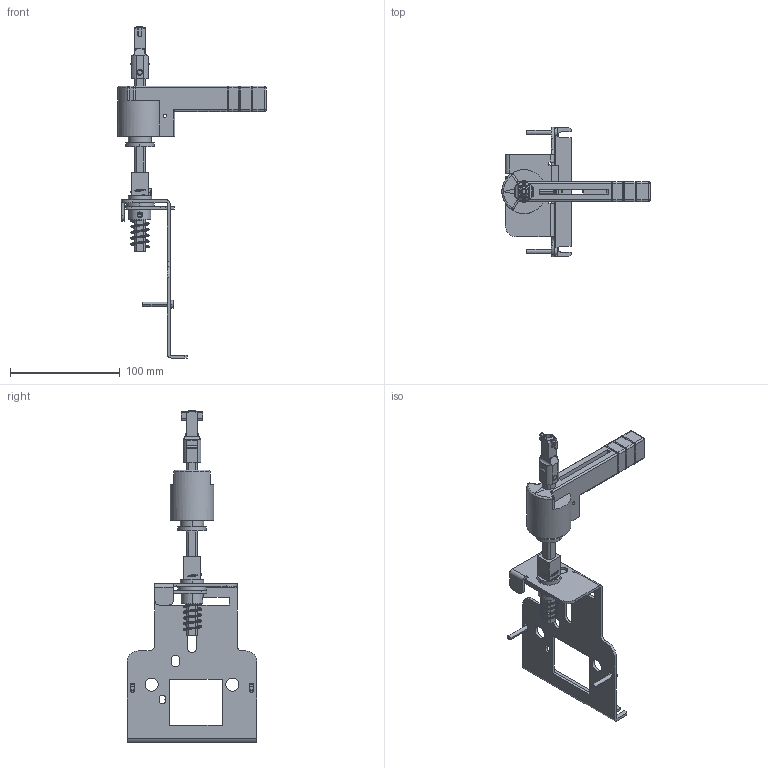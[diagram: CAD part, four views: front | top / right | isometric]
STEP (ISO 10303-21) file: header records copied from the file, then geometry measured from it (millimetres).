
FILE_DESCRIPTION (( 'STEP AP214' ), '1' );
FILE_NAME ('37297544.step', '2016-05-11T19:40:28', ( '' ), ( '' ), 'SwSTEP 2.0', 'SolidWorks 2015', '' );
FILE_SCHEMA (( 'AUTOMOTIVE_DESIGN' ));
Length unit declared in the file: inch
Products named in the file (1): 37297544
Bounding box: 135 x 118 x 302.4 mm (x, y, z)
Volume: 130515.8 mm3; surface area: 98147.4 mm2
Topology: 16 solids, 16 shells, 1920 faces, 5181 edges, 3232 vertices
Faces by surface type: bspline 926, cylinder 439, plane 436, cone 108, torus 11
Entity records: 73065 total; most frequent: CARTESIAN_POINT 26326, ORIENTED_EDGE 10194, DIRECTION 10161, EDGE_CURVE 5097, AXIS2_PLACEMENT_3D 4316, CIRCLE 3321, VERTEX_POINT 3232, EDGE_LOOP 2003
